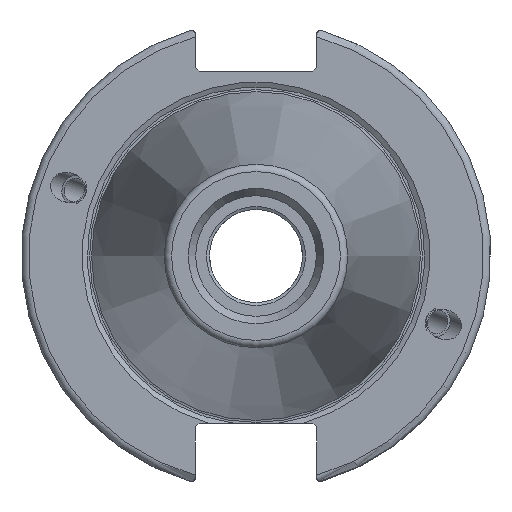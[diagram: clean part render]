
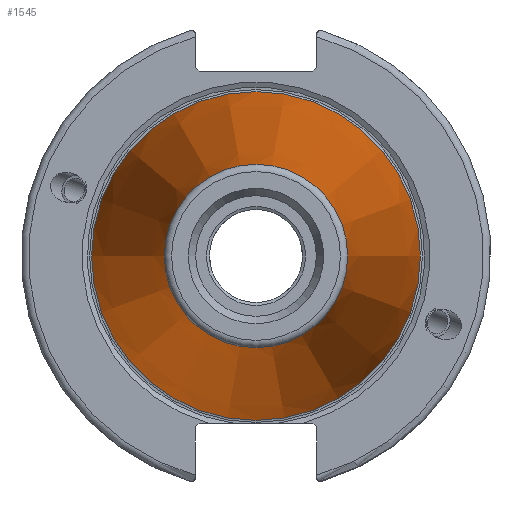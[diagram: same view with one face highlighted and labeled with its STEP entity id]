
A CAD part, left-side view. The second image highlights one B-rep face of the part: STEP entity #1545.
In plain terms, the highlighted conical face has half-angle 8.297 degrees and reference radius 17.248 mm.
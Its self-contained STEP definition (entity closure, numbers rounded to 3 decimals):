
#89=CONICAL_SURFACE('',#1730,17.248,0.145);
#187=FACE_OUTER_BOUND('',#292,.T.);
#292=EDGE_LOOP('',(#1305,#1306,#1307,#1308,#1309));
#399=LINE('',#2877,#490);
#490=VECTOR('',#2116,17.248);
#561=CIRCLE('',#1724,12.397);
#562=CIRCLE('',#1725,12.397);
#566=CIRCLE('',#1731,22.225);
#743=VERTEX_POINT('',#2864);
#744=VERTEX_POINT('',#2865);
#747=VERTEX_POINT('',#2875);
#944=EDGE_CURVE('',#743,#744,#561,.T.);
#945=EDGE_CURVE('',#744,#743,#562,.T.);
#949=EDGE_CURVE('',#747,#747,#566,.T.);
#950=EDGE_CURVE('',#747,#744,#399,.T.);
#1305=ORIENTED_EDGE('',*,*,#949,.F.);
#1306=ORIENTED_EDGE('',*,*,#950,.T.);
#1307=ORIENTED_EDGE('',*,*,#944,.F.);
#1308=ORIENTED_EDGE('',*,*,#945,.F.);
#1309=ORIENTED_EDGE('',*,*,#950,.F.);
#1545=ADVANCED_FACE('',(#187),#89,.T.);
#1724=AXIS2_PLACEMENT_3D('',#2866,#2100,#2101);
#1725=AXIS2_PLACEMENT_3D('',#2867,#2102,#2103);
#1730=AXIS2_PLACEMENT_3D('',#2874,#2112,#2113);
#1731=AXIS2_PLACEMENT_3D('',#2876,#2114,#2115);
#2100=DIRECTION('center_axis',(-1.,0.,0.));
#2101=DIRECTION('ref_axis',(0.,-1.,0.));
#2102=DIRECTION('center_axis',(-1.,0.,0.));
#2103=DIRECTION('ref_axis',(0.,-1.,0.));
#2112=DIRECTION('center_axis',(1.,0.,0.));
#2113=DIRECTION('ref_axis',(0.,1.,0.));
#2114=DIRECTION('center_axis',(1.,0.,0.));
#2115=DIRECTION('ref_axis',(0.,0.,-1.));
#2116=DIRECTION('',(-0.99,0.144,0.));
#2864=CARTESIAN_POINT('',(-67.394,0.,12.397));
#2865=CARTESIAN_POINT('',(-67.394,-12.397,0.));
#2866=CARTESIAN_POINT('Origin',(-67.394,0.,0.));
#2867=CARTESIAN_POINT('Origin',(-67.394,0.,0.));
#2874=CARTESIAN_POINT('Origin',(-34.125,0.,0.));
#2875=CARTESIAN_POINT('',(0.,-22.225,0.));
#2876=CARTESIAN_POINT('Origin',(0.,0.,0.));
#2877=CARTESIAN_POINT('',(-34.125,-17.248,0.));
